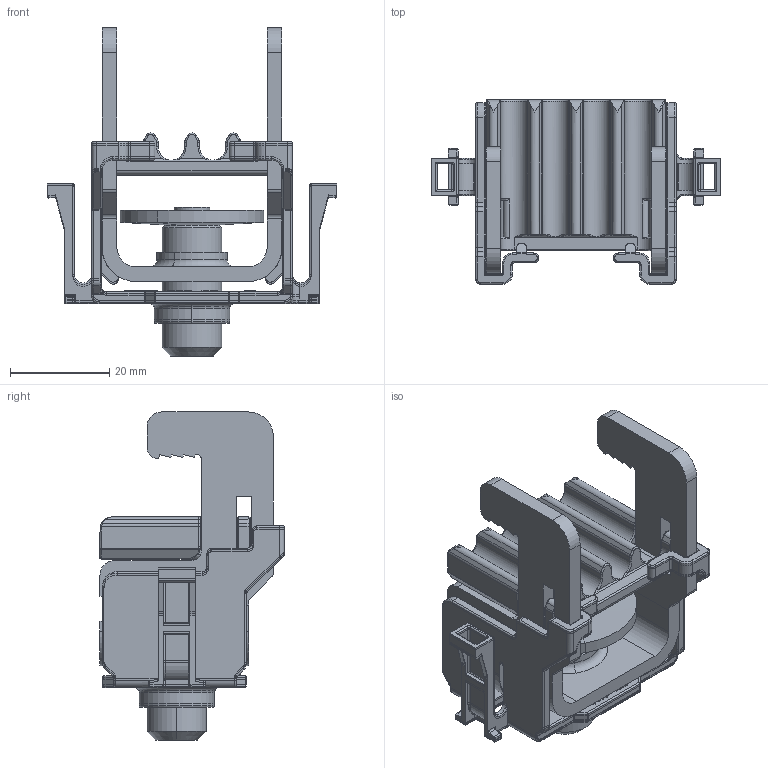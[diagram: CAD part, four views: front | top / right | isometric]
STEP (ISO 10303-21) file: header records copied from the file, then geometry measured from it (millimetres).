
FILE_DESCRIPTION(('CATIA V5 STEP Exchange','CAx-IF Rec.Pracs.--- Model Styling and Organization---1.2---2011-12-15'),'2;1');
FILE_NAME('33738000.stp','2014-10-22T06:14:39+00:00',('Frank Leistner'),('Wöhner GmbH & Co. KG'),'Version 5-6 Release 2012','CATIA V5 STEP AP214','none');
FILE_SCHEMA(('AUTOMOTIVE_DESIGN { 1 0 10303 214 1 1 1 1 }'));
Length unit declared in the file: millimetre
Products named in the file (7): 33738000; 34042000A; 70333000A; 80119000A; 8228700A; 61513000A; 77270000A
Assembly tree (7 placements, depth 3):
  33738000
    34042000A
      70333000A
      80119000A
      8228700A
      61513000A
      77270000A
    77270000A
Bounding box: 58.5 x 37.24 x 66.25 mm (x, y, z)
Volume: 29939 mm3; surface area: 28894.6 mm2
Topology: 6 solids, 6 shells, 2060 faces, 5281 edges, 3162 vertices
Faces by surface type: plane 853, cylinder 756, torus 243, bspline 114, sphere 70, cone 14, extrusion 10
Entity records: 39621 total; most frequent: CARTESIAN_POINT 13119, ORIENTED_EDGE 6074, DIRECTION 4285, EDGE_CURVE 3037, VERTEX_POINT 1850, AXIS2_PLACEMENT_3D 1782, VECTOR 1516, LINE 1511
